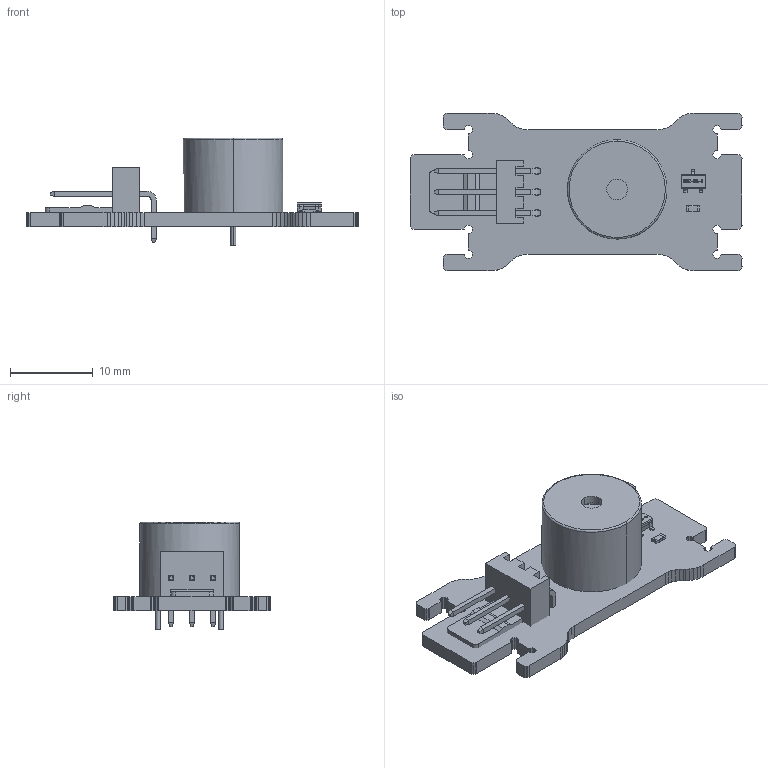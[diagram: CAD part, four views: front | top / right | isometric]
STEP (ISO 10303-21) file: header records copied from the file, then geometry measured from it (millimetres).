
FILE_DESCRIPTION(('Open CASCADE Model'),'2;1');
FILE_NAME('Open CASCADE Shape Model','2015-11-19T21:33:22',('Author'),( 'Open CASCADE'),'Open CASCADE STEP processor 6.2','Open CASCADE 6.2' ,'Unknown');
FILE_SCHEMA(('AUTOMOTIVE_DESIGN { 1 0 10303 214 1 1 1 1 }'));
Length unit declared in the file: millimetre
Products named in the file (8): PCB; Board; R1; RESC1608(0603); Free-Models; 瑚霪; 2510-3P-W; SOT-23-3
Assembly tree (7 placements, depth 3):
  PCB
    Board
    R1
      RESC1608(0603)
    Free-Models
      瑚霪
      2510-3P-W
      SOT-23-3
Bounding box: 40.03 x 19.03 x 13 mm (x, y, z)
Volume: 1959.6 mm3; surface area: 2779.8 mm2
Topology: 8 solids, 8 shells, 649 faces, 1784 edges, 1162 vertices
Faces by surface type: plane 505, bspline 76, cylinder 58, sphere 8, torus 2
Full cylindrical faces by diameter (mm): 0.9 x5
Entity records: 52864 total; most frequent: CARTESIAN_POINT 17356, DIRECTION 5855, LINE 4416, VECTOR 4416, ORIENTED_EDGE 3552, PCURVE 3552, DEFINITIONAL_REPRESENTATION 3552, EDGE_CURVE 1776
